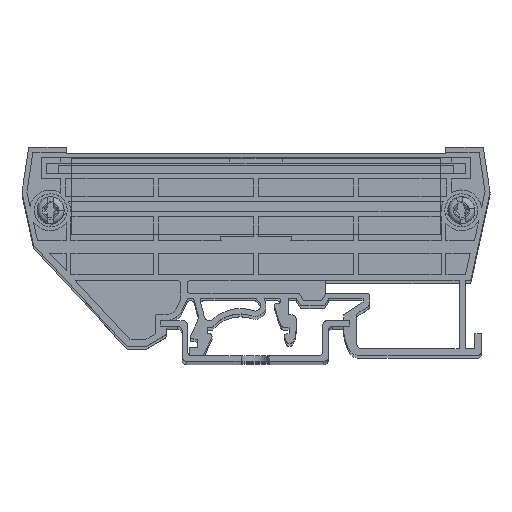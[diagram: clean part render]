
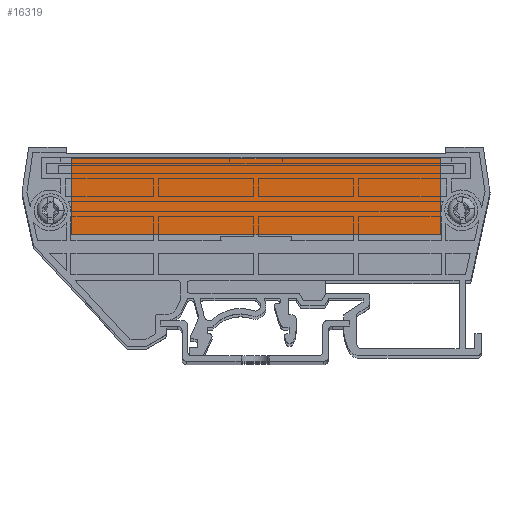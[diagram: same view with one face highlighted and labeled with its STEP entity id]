
A CAD part, top view. The second image highlights one B-rep face of the part: STEP entity #16319.
In plain terms, the highlighted planar face has unit normal (0, 0, 1).
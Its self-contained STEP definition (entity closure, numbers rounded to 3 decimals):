
#1238 = CARTESIAN_POINT ( 'NONE',  ( -34.267, -7.05, -0.5 ) ) ;
#1351 = CARTESIAN_POINT ( 'NONE',  ( -34.267, 6.95, -0.5 ) ) ;
#2668 = DIRECTION ( 'NONE',  ( 0., 0., -1. ) ) ;
#3617 = EDGE_CURVE ( 'NONE', #17074, #11940, #10762, .T. ) ;
#4087 = EDGE_LOOP ( 'NONE', ( #24415, #12649, #4533, #12345 ) ) ;
#4533 = ORIENTED_EDGE ( 'NONE', *, *, #14791, .T. ) ;
#5266 = VECTOR ( 'NONE', #13183, 1000. ) ;
#6087 = CARTESIAN_POINT ( 'NONE',  ( 33.733, -7.05, -0.5 ) ) ;
#6631 = LINE ( 'NONE', #17389, #7928 ) ;
#7745 = LINE ( 'NONE', #1238, #10016 ) ;
#7928 = VECTOR ( 'NONE', #25985, 1000. ) ;
#8823 = DIRECTION ( 'NONE',  ( -1., 0., 0. ) ) ;
#9028 = CARTESIAN_POINT ( 'NONE',  ( 33.733, -7.05, -0.5 ) ) ;
#10016 = VECTOR ( 'NONE', #17542, 1000. ) ;
#10762 = LINE ( 'NONE', #6087, #5266 ) ;
#11738 = CARTESIAN_POINT ( 'NONE',  ( -34.267, 6.95, -0.5 ) ) ;
#11854 = DIRECTION ( 'NONE',  ( -1., 0., 0. ) ) ;
#11940 = VERTEX_POINT ( 'NONE', #23252 ) ;
#12345 = ORIENTED_EDGE ( 'NONE', *, *, #16644, .T. ) ;
#12649 = ORIENTED_EDGE ( 'NONE', *, *, #18367, .T. ) ;
#12770 = CARTESIAN_POINT ( 'NONE',  ( -34.267, -7.05, -0.5 ) ) ;
#12903 = CARTESIAN_POINT ( 'NONE',  ( 33.733, 6.95, -0.5 ) ) ;
#13145 = VERTEX_POINT ( 'NONE', #12770 ) ;
#13183 = DIRECTION ( 'NONE',  ( 0., 1., 0. ) ) ;
#14791 = EDGE_CURVE ( 'NONE', #26800, #13145, #7745, .T. ) ;
#16319 = ADVANCED_FACE ( 'NONE', ( #26092 ), #25286, .F. ) ;
#16644 = EDGE_CURVE ( 'NONE', #13145, #17074, #6631, .T. ) ;
#17074 = VERTEX_POINT ( 'NONE', #9028 ) ;
#17389 = CARTESIAN_POINT ( 'NONE',  ( -34.267, -7.05, -0.5 ) ) ;
#17542 = DIRECTION ( 'NONE',  ( 0., -1., 0. ) ) ;
#18367 = EDGE_CURVE ( 'NONE', #11940, #26800, #21363, .T. ) ;
#21363 = LINE ( 'NONE', #1351, #25927 ) ;
#23252 = CARTESIAN_POINT ( 'NONE',  ( 33.733, 6.95, -0.5 ) ) ;
#24415 = ORIENTED_EDGE ( 'NONE', *, *, #3617, .T. ) ;
#25286 = PLANE ( 'NONE',  #25728 ) ;
#25728 = AXIS2_PLACEMENT_3D ( 'NONE', #12903, #2668, #8823 ) ;
#25927 = VECTOR ( 'NONE', #11854, 1000. ) ;
#25985 = DIRECTION ( 'NONE',  ( 1., 0., 0. ) ) ;
#26092 = FACE_OUTER_BOUND ( 'NONE', #4087, .T. ) ;
#26800 = VERTEX_POINT ( 'NONE', #11738 ) ;
